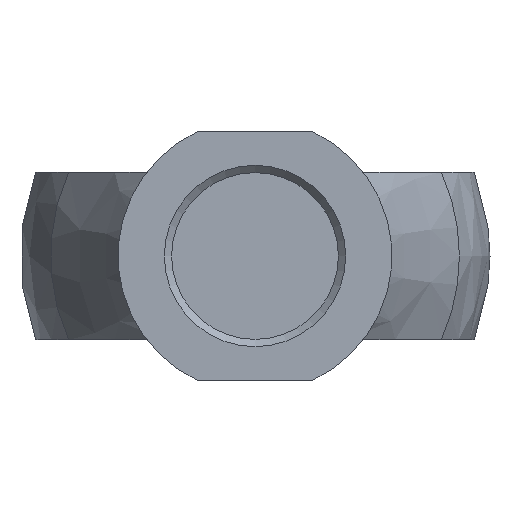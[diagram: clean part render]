
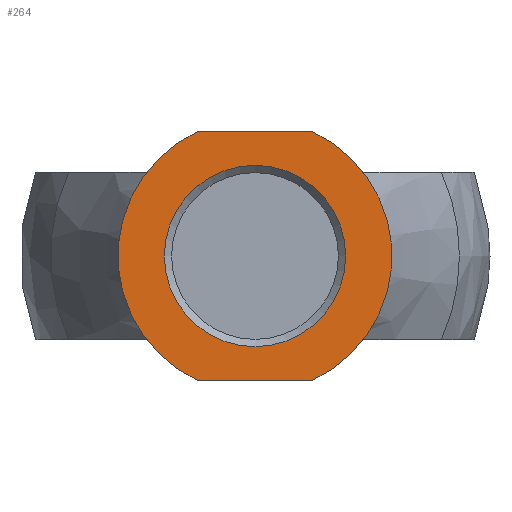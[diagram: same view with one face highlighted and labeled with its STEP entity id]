
A CAD part, front view. The second image highlights one B-rep face of the part: STEP entity #264.
In plain terms, the highlighted planar face has unit normal (0, -1, 0).
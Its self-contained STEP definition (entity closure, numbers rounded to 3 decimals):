
#48=CIRCLE('',#304,20.4);
#49=CIRCLE('',#307,20.4);
#50=CIRCLE('',#309,13.5);
#107=ORIENTED_EDGE('',*,*,#146,.F.);
#108=ORIENTED_EDGE('',*,*,#143,.T.);
#109=ORIENTED_EDGE('',*,*,#141,.F.);
#110=ORIENTED_EDGE('',*,*,#138,.T.);
#111=ORIENTED_EDGE('',*,*,#145,.T.);
#138=EDGE_CURVE('',#164,#165,#175,.T.);
#141=EDGE_CURVE('',#164,#166,#48,.T.);
#143=EDGE_CURVE('',#167,#166,#179,.T.);
#145=EDGE_CURVE('',#165,#167,#49,.T.);
#146=EDGE_CURVE('',#168,#168,#50,.T.);
#164=VERTEX_POINT('',#492);
#165=VERTEX_POINT('',#493);
#166=VERTEX_POINT('',#498);
#167=VERTEX_POINT('',#502);
#168=VERTEX_POINT('',#508);
#175=LINE('',#491,#185);
#179=LINE('',#501,#189);
#185=VECTOR('',#365,1000.);
#189=VECTOR('',#375,1000.);
#210=EDGE_LOOP('',(#107));
#211=EDGE_LOOP('',(#108,#109,#110,#111));
#236=FACE_BOUND('',#210,.T.);
#237=FACE_BOUND('',#211,.T.);
#248=PLANE('',#308);
#264=ADVANCED_FACE('',(#236,#237),#248,.F.);
#304=AXIS2_PLACEMENT_3D('',#497,#370,#371);
#307=AXIS2_PLACEMENT_3D('',#505,#379,#380);
#308=AXIS2_PLACEMENT_3D('',#506,#381,#382);
#309=AXIS2_PLACEMENT_3D('',#507,#383,#384);
#365=DIRECTION('',(-1.,0.,0.));
#370=DIRECTION('',(0.,1.,0.));
#371=DIRECTION('',(-1.,0.,0.));
#375=DIRECTION('',(1.,0.,0.));
#379=DIRECTION('',(0.,-1.,0.));
#380=DIRECTION('',(1.,0.,0.));
#381=DIRECTION('',(0.,1.,0.));
#382=DIRECTION('',(-1.,0.,0.));
#383=DIRECTION('',(0.,-1.,0.));
#384=DIRECTION('',(1.,0.,0.));
#491=CARTESIAN_POINT('',(8.597,-109.,18.5));
#492=CARTESIAN_POINT('',(8.597,-109.,18.5));
#493=CARTESIAN_POINT('',(-8.597,-109.,18.5));
#497=CARTESIAN_POINT('',(0.,-109.,0.));
#498=CARTESIAN_POINT('',(8.597,-109.,-18.5));
#501=CARTESIAN_POINT('',(-8.597,-109.,-18.5));
#502=CARTESIAN_POINT('',(-8.597,-109.,-18.5));
#505=CARTESIAN_POINT('',(0.,-109.,0.));
#506=CARTESIAN_POINT('',(21.5,-109.,0.));
#507=CARTESIAN_POINT('',(0.,-109.,0.));
#508=CARTESIAN_POINT('',(13.5,-109.,0.));
